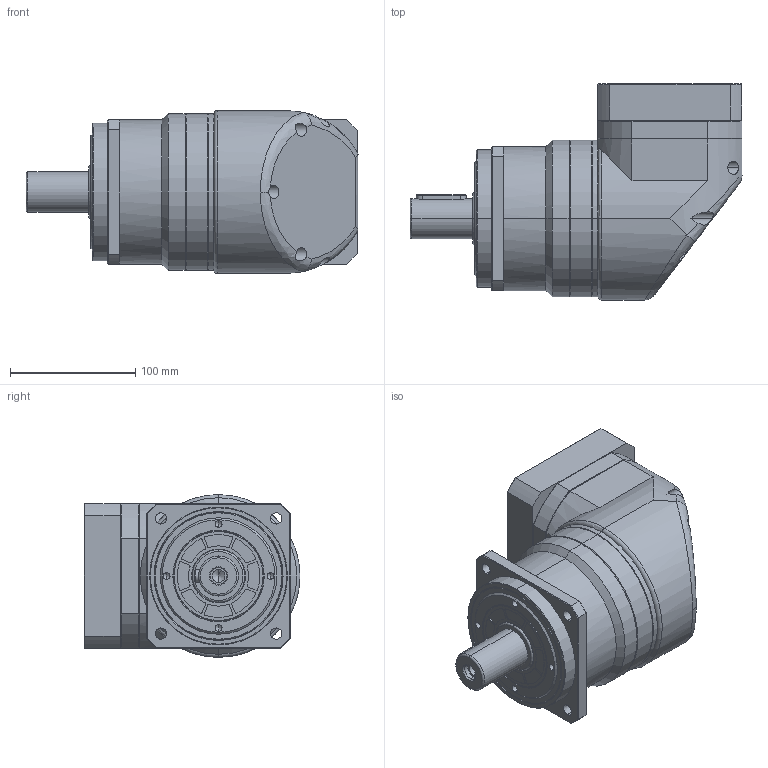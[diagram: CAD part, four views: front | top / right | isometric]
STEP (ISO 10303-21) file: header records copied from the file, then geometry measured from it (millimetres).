
FILE_DESCRIPTION((''),'2;1');
FILE_NAME('TNR115-L1-S2-P2-F-0002_ASM','2024-06-27T14:30:40',('mayn'),(''),'CREO PARAMETRIC BY PTC INC, 2020053','CREO PARAMETRIC BY PTC INC, 2020053','');
FILE_SCHEMA(('CONFIG_CONTROL_DESIGN'));
Length unit declared in the file: millimetre
Products named in the file (19): SPRING_LOCK_WASHERS--NORMAL_TYP; TNR115190001_1; HEXAGON_SOCKET_HEAD_CAP_S-22522; 65X55X700_1; TNR1150001_1; HEXAGON_SOCKET_HEAD_CAP_S-23201; HEX_SOCKET_SET_SCREWS_WITH_FL_1; 100_1; 200_1; _TN115_0001_ASM_1_ASM; _TN115_D110-M8-1450001_1; HEXAGON_SOCKET_COUNTERSUNK_HEAD; TNR1150002_1; HEXAGON_SOCKET_HEAD_CAP_S-11641; TNR1150003_1; TNR1150004_1; TNR115L1-70-19-0001_ASM_1_ASM; TNR115-L1-S2-P2-F-0001_ASM_1_ASM; TNR115-L1-S2-P2-F-0002_ASM
Assembly tree (53 placements, depth 5):
  TNR115-L1-S2-P2-F-0002_ASM
    TNR115-L1-S2-P2-F-0001_ASM_1_ASM
      TNR115L1-70-19-0001_ASM_1_ASM
        SPRING_LOCK_WASHERS--NORMAL_TYP  x19
        TNR115190001_1
        HEXAGON_SOCKET_HEAD_CAP_S-22522  x12
        65X55X700_1
        TNR1150001_1
        HEXAGON_SOCKET_HEAD_CAP_S-23201  x7
        HEX_SOCKET_SET_SCREWS_WITH_FL_1
        _TN115_0001_ASM_1_ASM
          100_1
          200_1
        _TN115_D110-M8-1450001_1
        HEXAGON_SOCKET_COUNTERSUNK_HEAD
        TNR1150002_1
        HEXAGON_SOCKET_HEAD_CAP_S-11641
        TNR1150003_1
        TNR1150004_1
Bounding box: 265 x 172.4 x 130 mm (x, y, z)
Volume: 2778038.4 mm3; surface area: 335307.1 mm2
Topology: 50 solids, 62 shells, 1418 faces, 3473 edges, 2197 vertices
Faces by surface type: plane 582, cylinder 570, cone 197, torus 65, bspline 4
Entity records: 26944 total; most frequent: CARTESIAN_POINT 5581, DIRECTION 4879, ORIENTED_EDGE 4074, EDGE_CURVE 2053, AXIS2_PLACEMENT_3D 2018, VERTEX_POINT 1348, CIRCLE 1083, EDGE_LOOP 985
